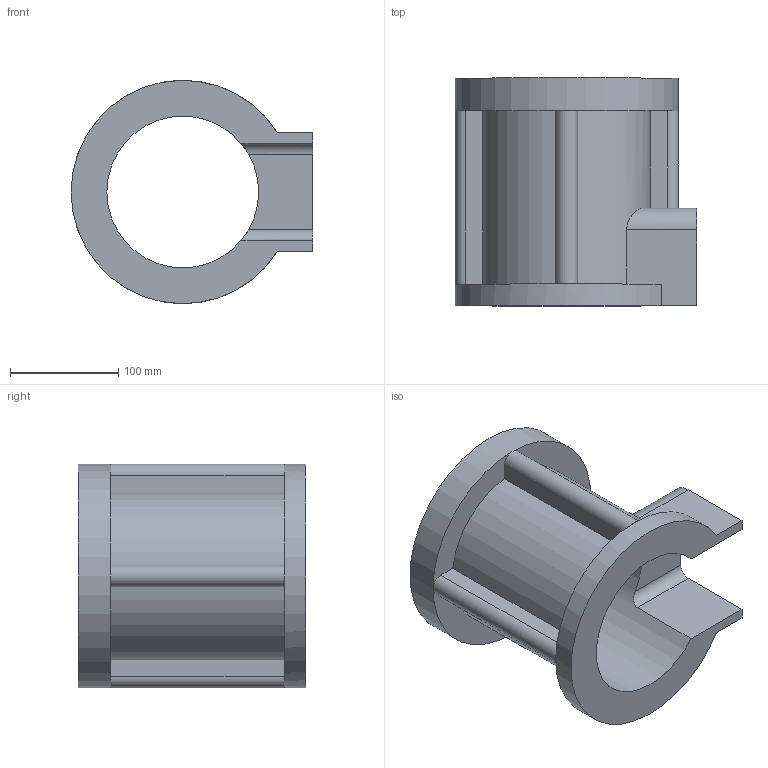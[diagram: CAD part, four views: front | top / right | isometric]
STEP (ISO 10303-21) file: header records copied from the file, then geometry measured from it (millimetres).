
FILE_DESCRIPTION(/* description */ (''),/* implementation_level */ '2;1');
FILE_NAME(/* name */ '',/* time_stamp */ '2023-12-28T10:21:15+07:00',/* author */ ('daveb'),/* organization */ (''),/* preprocessor_version */ 'ST-DEVELOPER v19.2',/* originating_system */ 'Autodesk Inventor 2024',/* authorisation */ '');
FILE_SCHEMA (('AUTOMOTIVE_DESIGN { 1 0 10303 214 3 1 1 }'));
Length unit declared in the file: millimetre
Products named in the file (1): [K0]Thân_Trụ
Bounding box: 223 x 210 x 206 mm (x, y, z)
Volume: 1776156 mm3; surface area: 296651.6 mm2
Topology: 1 solids, 1 shells, 46 faces, 124 edges, 79 vertices
Faces by surface type: plane 25, cylinder 18, cone 3
Full cylindrical faces by diameter (mm): 3.242 x3, 140 x1, 206 x1
Entity records: 1521 total; most frequent: CARTESIAN_POINT 295, DIRECTION 260, ORIENTED_EDGE 242, EDGE_CURVE 121, AXIS2_PLACEMENT_3D 96, VERTEX_POINT 79, LINE 68, VECTOR 68
